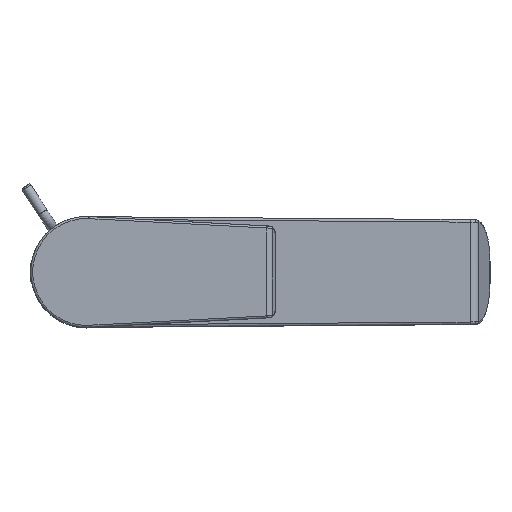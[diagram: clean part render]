
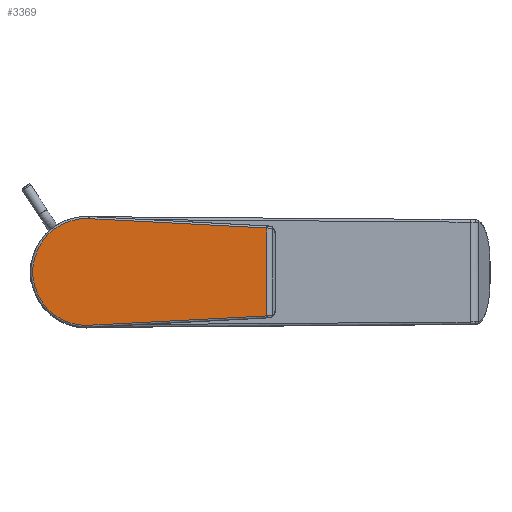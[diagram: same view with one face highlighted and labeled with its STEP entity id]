
A CAD part, top view. The second image highlights one B-rep face of the part: STEP entity #3369.
In plain terms, the highlighted face is planar.
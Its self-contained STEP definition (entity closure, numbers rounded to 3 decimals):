
#379=LINE('',#11770,#488);
#380=LINE('',#11782,#489);
#383=LINE('',#12437,#492);
#488=VECTOR('',#4311,69.087);
#489=VECTOR('',#4326,69.087);
#492=VECTOR('',#4343,17.056);
#696=FACE_OUTER_BOUND('',#933,.T.);
#933=EDGE_LOOP('',(#2601,#2602,#2603,#2604));
#1154=CIRCLE('',#3711,20.7);
#1478=VERTEX_POINT('',#11767);
#1479=VERTEX_POINT('',#11769);
#1481=VERTEX_POINT('',#11774);
#1482=VERTEX_POINT('',#11779);
#1860=EDGE_CURVE('',#1479,#1478,#379,.T.);
#1863=EDGE_CURVE('',#1478,#1481,#1154,.T.);
#1866=EDGE_CURVE('',#1481,#1482,#380,.T.);
#1883=EDGE_CURVE('',#1479,#1482,#383,.T.);
#2601=ORIENTED_EDGE('',*,*,#1863,.T.);
#2602=ORIENTED_EDGE('',*,*,#1866,.T.);
#2603=ORIENTED_EDGE('',*,*,#1883,.F.);
#2604=ORIENTED_EDGE('',*,*,#1860,.T.);
#3250=PLANE('',#3722);
#3369=ADVANCED_FACE('',(#696),#3250,.T.);
#3711=AXIS2_PLACEMENT_3D('',#11776,#4318,#4319);
#3722=AXIS2_PLACEMENT_3D('',#12438,#4344,#4345);
#4311=DIRECTION('',(0.,0.052,-0.999));
#4318=DIRECTION('center_axis',(-1.,0.,0.));
#4319=DIRECTION('ref_axis',(0.,0.,-1.));
#4326=DIRECTION('',(0.,0.052,0.999));
#4343=DIRECTION('',(0.,-1.,0.));
#4344=DIRECTION('center_axis',(-1.,0.,0.));
#4345=DIRECTION('ref_axis',(0.,0.,1.));
#11767=CARTESIAN_POINT('',(-292.518,-111.873,1.083));
#11769=CARTESIAN_POINT('',(-292.518,-115.489,70.076));
#11770=CARTESIAN_POINT('',(-292.518,-115.489,70.076));
#11774=CARTESIAN_POINT('',(-292.518,-153.216,1.083));
#11776=CARTESIAN_POINT('Origin',(-292.518,-132.544,0.));
#11779=CARTESIAN_POINT('',(-292.518,-149.6,70.076));
#11782=CARTESIAN_POINT('',(-292.518,-153.216,1.083));
#12437=CARTESIAN_POINT('',(-292.518,-132.544,70.076));
#12438=CARTESIAN_POINT('Origin',(-292.518,35.556,75.));
